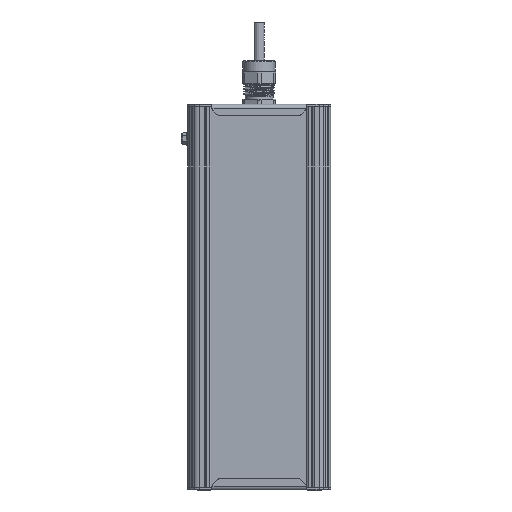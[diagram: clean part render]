
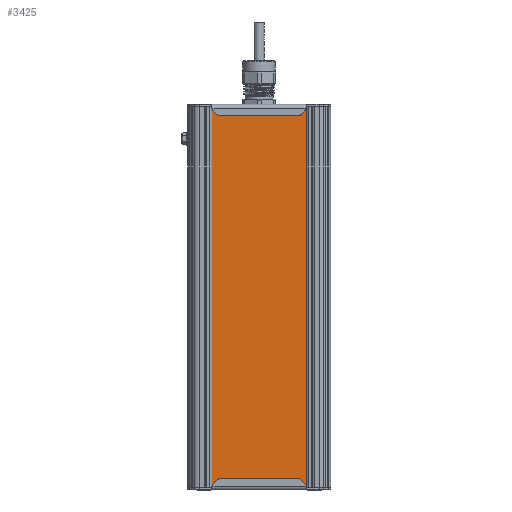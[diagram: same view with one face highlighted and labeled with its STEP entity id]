
A CAD part, front view. The second image highlights one B-rep face of the part: STEP entity #3425.
In plain terms, the highlighted face is planar.
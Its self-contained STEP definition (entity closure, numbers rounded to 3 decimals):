
#3425=ADVANCED_FACE('',(#30384),#30386,.T.);
#30384=FACE_BOUND('',#30385,.T.);
#30385=EDGE_LOOP('',(#38210,#38211,#38212,#38213));
#30386=PLANE('',#30387);
#30387=AXIS2_PLACEMENT_3D('',#30388,#30389,#30390);
#30388=CARTESIAN_POINT('',(4.499,-43.173,-298.));
#30389=DIRECTION('',(1.,0.,0.));
#30390=DIRECTION('',(0.,1.,0.));
#38210=ORIENTED_EDGE('',*,*,#42529,.T.);
#38211=ORIENTED_EDGE('',*,*,#42530,.T.);
#38212=ORIENTED_EDGE('',*,*,#42531,.F.);
#38213=ORIENTED_EDGE('',*,*,#42527,.F.);
#42527=EDGE_CURVE('',#46740,#46742,#46743,.T.);
#42529=EDGE_CURVE('',#46740,#46745,#46746,.T.);
#42530=EDGE_CURVE('',#46745,#46747,#46748,.T.);
#42531=EDGE_CURVE('',#46742,#46747,#46749,.T.);
#46740=VERTEX_POINT('',#60001);
#46742=VERTEX_POINT('',#60005);
#46743=LINE('',#60006,#60007);
#46745=VERTEX_POINT('',#60012);
#46746=LINE('',#60013,#60014);
#46747=VERTEX_POINT('',#60016);
#46748=LINE('',#60017,#60018);
#46749=LINE('',#60020,#60021);
#60001=CARTESIAN_POINT('',(4.499,-43.173,-298.));
#60005=CARTESIAN_POINT('',(4.499,-43.173,0.));
#60006=CARTESIAN_POINT('',(4.499,-43.173,-298.));
#60007=VECTOR('',#60008,1.);
#60008=DIRECTION('',(0.,0.,1.));
#60012=CARTESIAN_POINT('',(4.499,43.173,-298.));
#60013=CARTESIAN_POINT('',(4.499,-43.173,-298.));
#60014=VECTOR('',#60015,1.);
#60015=DIRECTION('',(0.,1.,0.));
#60016=CARTESIAN_POINT('',(4.499,43.173,0.));
#60017=CARTESIAN_POINT('',(4.499,43.173,-298.));
#60018=VECTOR('',#60019,1.);
#60019=DIRECTION('',(0.,0.,1.));
#60020=CARTESIAN_POINT('',(4.499,-43.173,0.));
#60021=VECTOR('',#60022,1.);
#60022=DIRECTION('',(0.,1.,0.));
